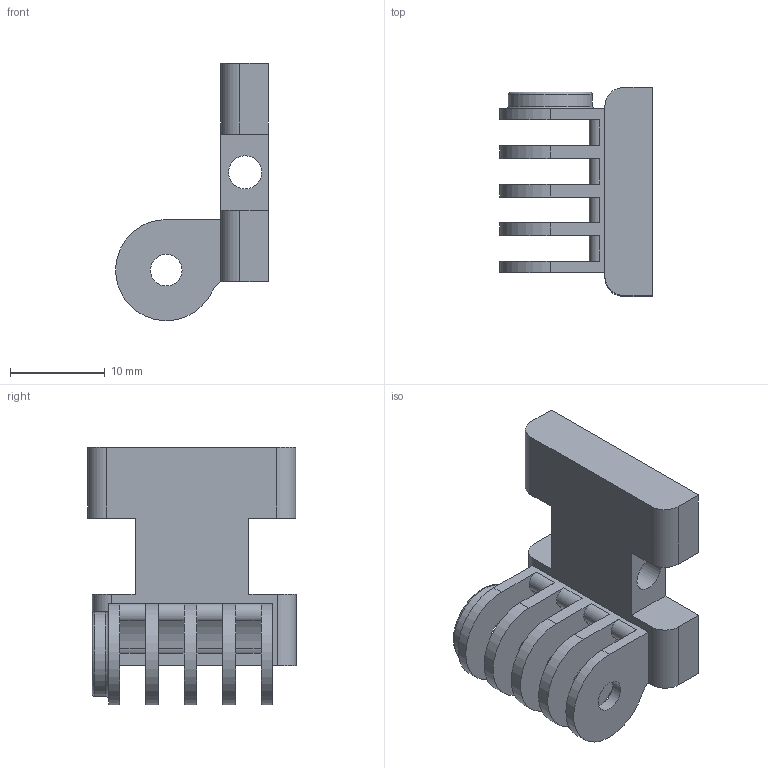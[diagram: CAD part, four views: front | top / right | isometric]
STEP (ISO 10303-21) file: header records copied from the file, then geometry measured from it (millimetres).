
FILE_DESCRIPTION(/* description */ (''),/* implementation_level */ '2;1');
FILE_NAME(/* name */ 'Stereocam Final_Light Mount Part v2.step',/* time_stamp */ '2022-09-13T22:47:31-04:00',/* author */ (''),/* organization */ (''),/* preprocessor_version */ 'ST-DEVELOPER v19',/* originating_system */ 'Autodesk Translation Framework v11.7.0.108',/* authorisation */ '');
FILE_SCHEMA (('AUTOMOTIVE_DESIGN { 1 0 10303 214 3 1 1 }'));
Length unit declared in the file: millimetre
Products named in the file (1): Stereocam Final_Light Mount Part
Bounding box: 16.09 x 22 x 27.11 mm (x, y, z)
Volume: 2634 mm3; surface area: 2648.2 mm2
Topology: 1 solids, 1 shells, 69 faces, 194 edges, 129 vertices
Faces by surface type: plane 34, cylinder 33, torus 2
Full cylindrical faces by diameter (mm): 3.334 x5, 3.5 x1, 8.89 x1
Entity records: 2317 total; most frequent: DIRECTION 405, CARTESIAN_POINT 396, ORIENTED_EDGE 388, EDGE_CURVE 194, AXIS2_PLACEMENT_3D 142, VERTEX_POINT 129, LINE 121, VECTOR 121
